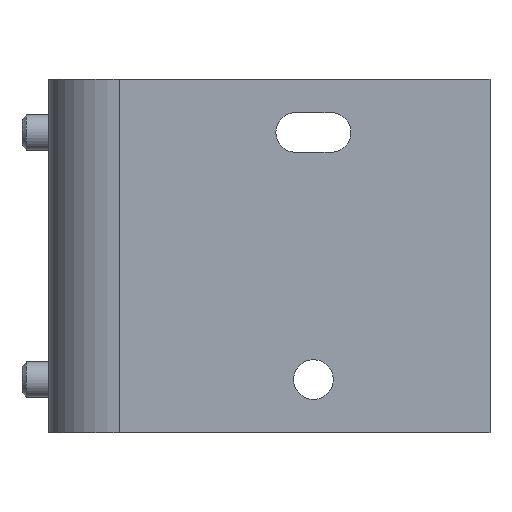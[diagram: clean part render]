
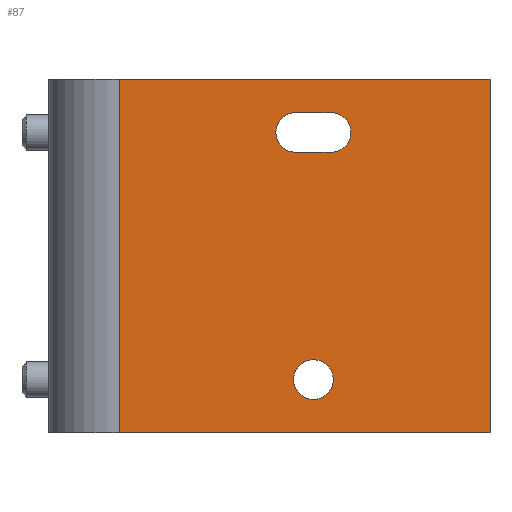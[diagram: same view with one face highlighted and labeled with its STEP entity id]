
A CAD part, front view. The second image highlights one B-rep face of the part: STEP entity #87.
In plain terms, the highlighted planar face has unit normal (0, -1, 0).
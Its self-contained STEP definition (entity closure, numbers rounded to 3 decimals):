
#87 = ADVANCED_FACE( '', ( #190, #191, #192 ), #193, .T. );
#190 = FACE_OUTER_BOUND( '', #400, .T. );
#191 = FACE_BOUND( '', #401, .T. );
#192 = FACE_BOUND( '', #402, .T. );
#193 = PLANE( '', #403 );
#400 = EDGE_LOOP( '', ( #701, #702, #703, #704 ) );
#401 = EDGE_LOOP( '', ( #705 ) );
#402 = EDGE_LOOP( '', ( #706, #707, #708, #709 ) );
#403 = AXIS2_PLACEMENT_3D( '', #710, #711, #712 );
#701 = ORIENTED_EDGE( '', *, *, #1250, .F. );
#702 = ORIENTED_EDGE( '', *, *, #1251, .F. );
#703 = ORIENTED_EDGE( '', *, *, #1252, .T. );
#704 = ORIENTED_EDGE( '', *, *, #1253, .T. );
#705 = ORIENTED_EDGE( '', *, *, #1254, .F. );
#706 = ORIENTED_EDGE( '', *, *, #1255, .T. );
#707 = ORIENTED_EDGE( '', *, *, #1256, .T. );
#708 = ORIENTED_EDGE( '', *, *, #1257, .T. );
#709 = ORIENTED_EDGE( '', *, *, #1258, .T. );
#710 = CARTESIAN_POINT( '', ( 8., 0., 20. ) );
#711 = DIRECTION( '', ( 0., -1., 0. ) );
#712 = DIRECTION( '', ( 0., 0., -1. ) );
#1250 = EDGE_CURVE( '', #1545, #1546, #1547, .T. );
#1251 = EDGE_CURVE( '', #1548, #1545, #1549, .T. );
#1252 = EDGE_CURVE( '', #1548, #1550, #1551, .T. );
#1253 = EDGE_CURVE( '', #1550, #1546, #1552, .T. );
#1254 = EDGE_CURVE( '', #1553, #1553, #1554, .T. );
#1255 = EDGE_CURVE( '', #1555, #1556, #1557, .T. );
#1256 = EDGE_CURVE( '', #1556, #1558, #1559, .F. );
#1257 = EDGE_CURVE( '', #1558, #1560, #1561, .T. );
#1258 = EDGE_CURVE( '', #1560, #1555, #1562, .F. );
#1545 = VERTEX_POINT( '', #1860 );
#1546 = VERTEX_POINT( '', #1861 );
#1547 = LINE( '', #1862, #1863 );
#1548 = VERTEX_POINT( '', #1864 );
#1549 = LINE( '', #1865, #1866 );
#1550 = VERTEX_POINT( '', #1867 );
#1551 = LINE( '', #1868, #1869 );
#1552 = LINE( '', #1870, #1871 );
#1553 = VERTEX_POINT( '', #1872 );
#1554 = CIRCLE( '', #1873, 2.25 );
#1555 = VERTEX_POINT( '', #1874 );
#1556 = VERTEX_POINT( '', #1875 );
#1557 = LINE( '', #1876, #1877 );
#1558 = VERTEX_POINT( '', #1878 );
#1559 = CIRCLE( '', #1879, 2.25 );
#1560 = VERTEX_POINT( '', #1880 );
#1561 = LINE( '', #1881, #1882 );
#1562 = CIRCLE( '', #1883, 2.25 );
#1860 = CARTESIAN_POINT( '', ( 50., 0., -20. ) );
#1861 = CARTESIAN_POINT( '', ( 8., 0., -20. ) );
#1862 = CARTESIAN_POINT( '', ( 8., 0., -20. ) );
#1863 = VECTOR( '', #2229, 1000. );
#1864 = CARTESIAN_POINT( '', ( 50., 0., 20. ) );
#1865 = CARTESIAN_POINT( '', ( 50., 0., 20. ) );
#1866 = VECTOR( '', #2230, 1000. );
#1867 = CARTESIAN_POINT( '', ( 8., 0., 20. ) );
#1868 = CARTESIAN_POINT( '', ( 8., 0., 20. ) );
#1869 = VECTOR( '', #2231, 1000. );
#1870 = CARTESIAN_POINT( '', ( 8., 0., 20. ) );
#1871 = VECTOR( '', #2232, 1000. );
#1872 = CARTESIAN_POINT( '', ( 30., 0., -16.25 ) );
#1873 = AXIS2_PLACEMENT_3D( '', #2233, #2234, #2235 );
#1874 = CARTESIAN_POINT( '', ( 32., 0., 11.75 ) );
#1875 = CARTESIAN_POINT( '', ( 28., 0., 11.75 ) );
#1876 = CARTESIAN_POINT( '', ( 8., 0., 11.75 ) );
#1877 = VECTOR( '', #2236, 1000. );
#1878 = CARTESIAN_POINT( '', ( 28., 0., 16.25 ) );
#1879 = AXIS2_PLACEMENT_3D( '', #2237, #2238, #2239 );
#1880 = CARTESIAN_POINT( '', ( 32., 0., 16.25 ) );
#1881 = CARTESIAN_POINT( '', ( 8., 0., 16.25 ) );
#1882 = VECTOR( '', #2240, 1000. );
#1883 = AXIS2_PLACEMENT_3D( '', #2241, #2242, #2243 );
#2229 = DIRECTION( '', ( -1., 0., 0. ) );
#2230 = DIRECTION( '', ( 0., 0., -1. ) );
#2231 = DIRECTION( '', ( -1., 0., 0. ) );
#2232 = DIRECTION( '', ( 0., 0., -1. ) );
#2233 = CARTESIAN_POINT( '', ( 30., 0., -14. ) );
#2234 = DIRECTION( '', ( 0., -1., 0. ) );
#2235 = DIRECTION( '', ( 0., 0., -1. ) );
#2236 = DIRECTION( '', ( -1., 0., 0. ) );
#2237 = CARTESIAN_POINT( '', ( 28., 0., 14. ) );
#2238 = DIRECTION( '', ( 0., -1., 0. ) );
#2239 = DIRECTION( '', ( 0., 0., -1. ) );
#2240 = DIRECTION( '', ( 1., 0., 0. ) );
#2241 = CARTESIAN_POINT( '', ( 32., 0., 14. ) );
#2242 = DIRECTION( '', ( 0., -1., 0. ) );
#2243 = DIRECTION( '', ( 0., 0., -1. ) );
